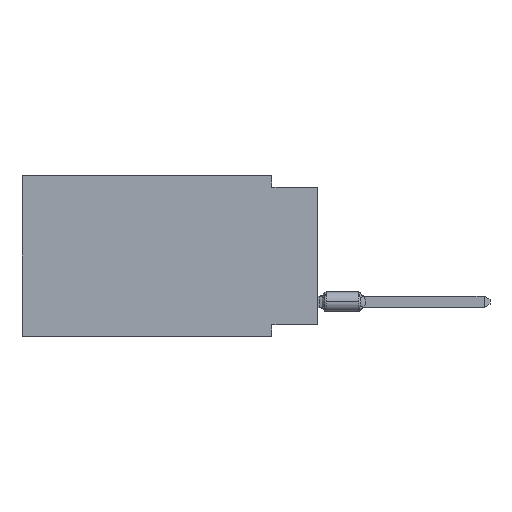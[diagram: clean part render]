
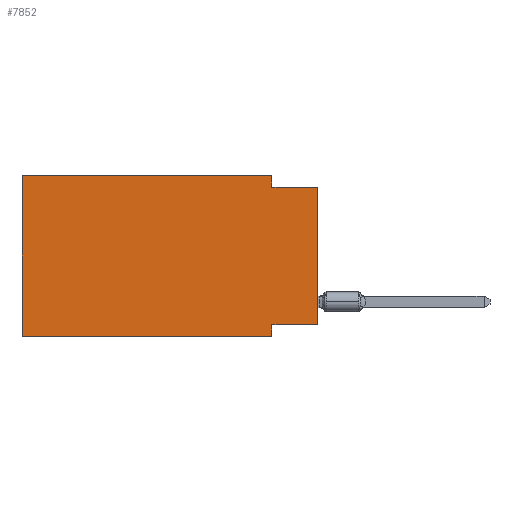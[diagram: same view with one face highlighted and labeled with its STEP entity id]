
A CAD part, left-side view. The second image highlights one B-rep face of the part: STEP entity #7852.
In plain terms, the highlighted planar face has unit normal (-1, 0, 0).
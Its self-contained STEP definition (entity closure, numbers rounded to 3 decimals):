
#93 = EDGE_CURVE ( 'NONE', #10365, #10980, #12766, .T. ) ;
#140 = ORIENTED_EDGE ( 'NONE', *, *, #8224, .F. ) ;
#149 = CARTESIAN_POINT ( 'NONE',  ( 0., 0., -8.255 ) ) ;
#379 = VERTEX_POINT ( 'NONE', #149 ) ;
#435 = DIRECTION ( 'NONE',  ( 0., 0., 1. ) ) ;
#697 = CARTESIAN_POINT ( 'NONE',  ( 0., 2.54, -8.89 ) ) ;
#706 = PLANE ( 'NONE',  #12455 ) ;
#925 = ORIENTED_EDGE ( 'NONE', *, *, #8608, .F. ) ;
#1025 = ORIENTED_EDGE ( 'NONE', *, *, #93, .F. ) ;
#1038 = CARTESIAN_POINT ( 'NONE',  ( 0., 2.54, 0. ) ) ;
#1149 = ORIENTED_EDGE ( 'NONE', *, *, #2046, .F. ) ;
#1195 = EDGE_CURVE ( 'NONE', #10365, #5484, #8049, .T. ) ;
#1583 = CARTESIAN_POINT ( 'NONE',  ( 0., 2.54, -8.89 ) ) ;
#2046 = EDGE_CURVE ( 'NONE', #10980, #11712, #8294, .T. ) ;
#2576 = VECTOR ( 'NONE', #435, 1000. ) ;
#2669 = DIRECTION ( 'NONE',  ( 0., 0., -1. ) ) ;
#2698 = ORIENTED_EDGE ( 'NONE', *, *, #13471, .F. ) ;
#2784 = CARTESIAN_POINT ( 'NONE',  ( 0., 0., 0. ) ) ;
#3246 = CARTESIAN_POINT ( 'NONE',  ( 0., 16.383, 0. ) ) ;
#3978 = CARTESIAN_POINT ( 'NONE',  ( 0., 16.383, 0. ) ) ;
#4049 = CARTESIAN_POINT ( 'NONE',  ( 0., 2.54, -8.255 ) ) ;
#4537 = DIRECTION ( 'NONE',  ( 1., 0., 0. ) ) ;
#4621 = CARTESIAN_POINT ( 'NONE',  ( 0., 2.54, 0. ) ) ;
#4810 = ORIENTED_EDGE ( 'NONE', *, *, #7382, .F. ) ;
#4856 = CARTESIAN_POINT ( 'NONE',  ( 0., 16.383, 0. ) ) ;
#5484 = VERTEX_POINT ( 'NONE', #1583 ) ;
#5503 = FACE_OUTER_BOUND ( 'NONE', #8104, .T. ) ;
#5655 = VECTOR ( 'NONE', #13237, 1000. ) ;
#5708 = DIRECTION ( 'NONE',  ( 0., 1., 0. ) ) ;
#6367 = VERTEX_POINT ( 'NONE', #4049 ) ;
#6534 = CARTESIAN_POINT ( 'NONE',  ( 0., 0., -8.255 ) ) ;
#6551 = DIRECTION ( 'NONE',  ( 0., 0., -1. ) ) ;
#6752 = DIRECTION ( 'NONE',  ( 0., -1., 0. ) ) ;
#6965 = VECTOR ( 'NONE', #6752, 1000. ) ;
#7382 = EDGE_CURVE ( 'NONE', #11712, #9473, #12939, .T. ) ;
#7712 = VERTEX_POINT ( 'NONE', #12658 ) ;
#7786 = LINE ( 'NONE', #2784, #9859 ) ;
#7852 = ADVANCED_FACE ( 'NONE', ( #5503 ), #706, .F. ) ;
#7940 = LINE ( 'NONE', #697, #12478 ) ;
#8047 = EDGE_CURVE ( 'NONE', #379, #7712, #7786, .T. ) ;
#8049 = LINE ( 'NONE', #10829, #6965 ) ;
#8104 = EDGE_LOOP ( 'NONE', ( #13119, #140, #4810, #1149, #1025, #11460, #925, #2698 ) ) ;
#8224 = EDGE_CURVE ( 'NONE', #9473, #7712, #12866, .T. ) ;
#8294 = LINE ( 'NONE', #3978, #5655 ) ;
#8558 = VECTOR ( 'NONE', #6551, 1000. ) ;
#8608 = EDGE_CURVE ( 'NONE', #6367, #5484, #7940, .T. ) ;
#8685 = CARTESIAN_POINT ( 'NONE',  ( 0., 16.383, -8.89 ) ) ;
#9003 = DIRECTION ( 'NONE',  ( 0., 0., 1. ) ) ;
#9473 = VERTEX_POINT ( 'NONE', #13129 ) ;
#9734 = DIRECTION ( 'NONE',  ( 0., -1., 0. ) ) ;
#9859 = VECTOR ( 'NONE', #9003, 1000. ) ;
#9871 = CARTESIAN_POINT ( 'NONE',  ( 0., 0., -0.635 ) ) ;
#10365 = VERTEX_POINT ( 'NONE', #8685 ) ;
#10809 = LINE ( 'NONE', #6534, #13276 ) ;
#10829 = CARTESIAN_POINT ( 'NONE',  ( 0., 16.383, -8.89 ) ) ;
#10850 = CARTESIAN_POINT ( 'NONE',  ( 0., 16.383, 0. ) ) ;
#10980 = VERTEX_POINT ( 'NONE', #3246 ) ;
#11460 = ORIENTED_EDGE ( 'NONE', *, *, #1195, .T. ) ;
#11712 = VERTEX_POINT ( 'NONE', #1038 ) ;
#11806 = VECTOR ( 'NONE', #9734, 1000. ) ;
#12455 = AXIS2_PLACEMENT_3D ( 'NONE', #4856, #4537, #12857 ) ;
#12478 = VECTOR ( 'NONE', #2669, 1000. ) ;
#12658 = CARTESIAN_POINT ( 'NONE',  ( 0., 0., -0.635 ) ) ;
#12766 = LINE ( 'NONE', #10850, #2576 ) ;
#12857 = DIRECTION ( 'NONE',  ( 0., 0., -1. ) ) ;
#12866 = LINE ( 'NONE', #9871, #11806 ) ;
#12939 = LINE ( 'NONE', #4621, #8558 ) ;
#13119 = ORIENTED_EDGE ( 'NONE', *, *, #8047, .T. ) ;
#13129 = CARTESIAN_POINT ( 'NONE',  ( 0., 2.54, -0.635 ) ) ;
#13237 = DIRECTION ( 'NONE',  ( 0., -1., 0. ) ) ;
#13276 = VECTOR ( 'NONE', #5708, 1000. ) ;
#13471 = EDGE_CURVE ( 'NONE', #379, #6367, #10809, .T. ) ;
